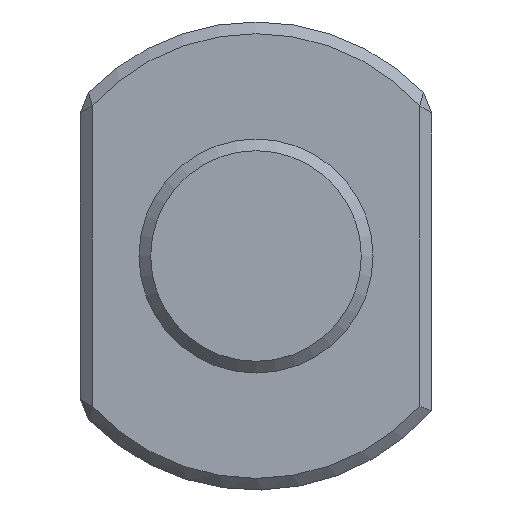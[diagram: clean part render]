
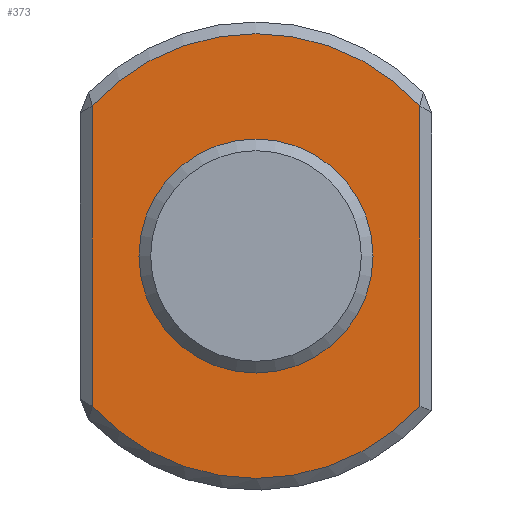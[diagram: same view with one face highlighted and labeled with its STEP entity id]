
A CAD part, front view. The second image highlights one B-rep face of the part: STEP entity #373.
In plain terms, the highlighted planar face has unit normal (0, -1, 0).
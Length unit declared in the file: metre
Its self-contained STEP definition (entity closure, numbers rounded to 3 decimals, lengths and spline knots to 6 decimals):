
#28=FACE_BOUND('',#71,.T.);
#29=CIRCLE('',#414,0.0038);
#30=CIRCLE('',#415,0.0038);
#31=CIRCLE('',#416,0.002);
#44=FACE_OUTER_BOUND('',#70,.T.);
#70=EDGE_LOOP('',(#233,#234,#235,#236));
#71=EDGE_LOOP('',(#237));
#100=LINE('',#578,#129);
#101=LINE('',#581,#130);
#129=VECTOR('',#464,1.);
#130=VECTOR('',#467,1.);
#158=VERTEX_POINT('',#574);
#159=VERTEX_POINT('',#575);
#160=VERTEX_POINT('',#577);
#161=VERTEX_POINT('',#579);
#162=VERTEX_POINT('',#582);
#184=EDGE_CURVE('',#158,#159,#29,.T.);
#185=EDGE_CURVE('',#160,#158,#100,.T.);
#186=EDGE_CURVE('',#161,#160,#30,.T.);
#187=EDGE_CURVE('',#159,#161,#101,.T.);
#188=EDGE_CURVE('',#162,#162,#31,.F.);
#233=ORIENTED_EDGE('',*,*,#184,.F.);
#234=ORIENTED_EDGE('',*,*,#185,.F.);
#235=ORIENTED_EDGE('',*,*,#186,.F.);
#236=ORIENTED_EDGE('',*,*,#187,.F.);
#237=ORIENTED_EDGE('',*,*,#188,.T.);
#328=PLANE('',#413);
#373=ADVANCED_FACE('',(#44,#28),#328,.T.);
#413=AXIS2_PLACEMENT_3D('',#573,#460,#461);
#414=AXIS2_PLACEMENT_3D('',#576,#462,#463);
#415=AXIS2_PLACEMENT_3D('',#580,#465,#466);
#416=AXIS2_PLACEMENT_3D('',#583,#468,#469);
#460=DIRECTION('center_axis',(0.,-1.,0.));
#461=DIRECTION('ref_axis',(1.,0.,0.));
#462=DIRECTION('center_axis',(0.,1.,0.));
#463=DIRECTION('ref_axis',(1.,0.,0.));
#464=DIRECTION('',(0.,0.,1.));
#465=DIRECTION('center_axis',(0.,1.,0.));
#466=DIRECTION('ref_axis',(1.,0.,0.));
#467=DIRECTION('',(0.,0.,-1.));
#468=DIRECTION('center_axis',(0.,-1.,0.));
#469=DIRECTION('ref_axis',(0.,0.,-1.));
#573=CARTESIAN_POINT('Origin',(0.49,-0.078988,0.075));
#574=CARTESIAN_POINT('',(0.4872,-0.078988,0.077569));
#575=CARTESIAN_POINT('',(0.4928,-0.078988,0.077569));
#576=CARTESIAN_POINT('Origin',(0.49,-0.078988,0.075));
#577=CARTESIAN_POINT('',(0.4872,-0.078988,0.072431));
#578=CARTESIAN_POINT('',(0.4872,-0.078988,0.076323));
#579=CARTESIAN_POINT('',(0.4928,-0.078988,0.072431));
#580=CARTESIAN_POINT('Origin',(0.49,-0.078988,0.075));
#581=CARTESIAN_POINT('',(0.4928,-0.078988,0.073677));
#582=CARTESIAN_POINT('',(0.488,-0.078988,0.075));
#583=CARTESIAN_POINT('Origin',(0.49,-0.078988,0.075));
